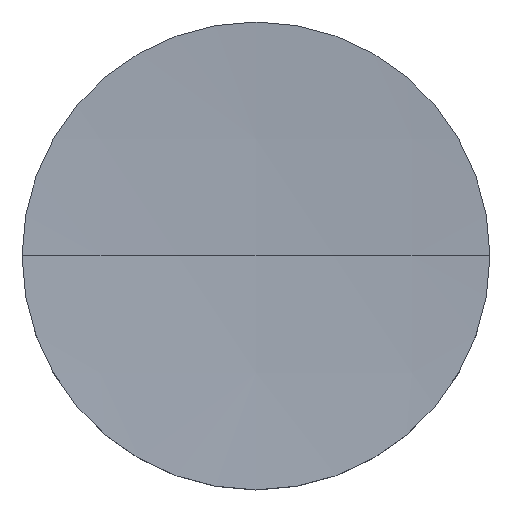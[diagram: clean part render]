
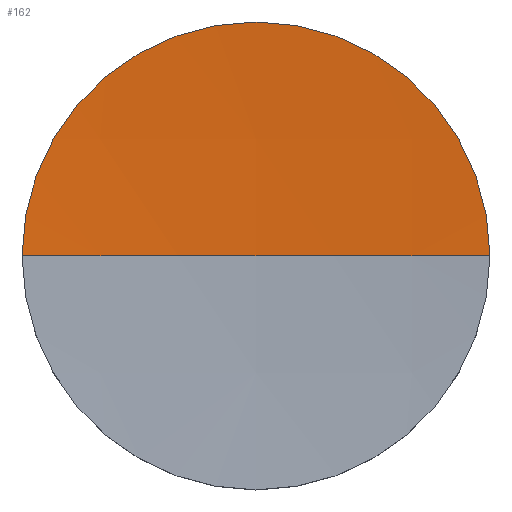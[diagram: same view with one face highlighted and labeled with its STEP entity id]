
A CAD part, top view. The second image highlights one B-rep face of the part: STEP entity #162.
In plain terms, the highlighted spherical face has radius 400 mm.
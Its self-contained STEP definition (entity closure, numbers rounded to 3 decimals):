
#6 = CARTESIAN_POINT ( 'NONE',  ( 25.4, 0., 10. ) ) ;
#11 = SPHERICAL_SURFACE ( 'NONE', #29, 400. ) ;
#13 = CARTESIAN_POINT ( 'NONE',  ( -25.4, 0., 10. ) ) ;
#14 = AXIS2_PLACEMENT_3D ( 'NONE', #130, #190, #45 ) ;
#19 = ORIENTED_EDGE ( 'NONE', *, *, #27, .F. ) ;
#22 = EDGE_CURVE ( 'NONE', #160, #81, #89, .T. ) ;
#23 = DIRECTION ( 'NONE',  ( 0., 0., 1. ) ) ;
#27 = EDGE_CURVE ( 'NONE', #160, #188, #152, .T. ) ;
#29 = AXIS2_PLACEMENT_3D ( 'NONE', #35, #118, #63 ) ;
#31 = DIRECTION ( 'NONE',  ( 1., 0., 0. ) ) ;
#35 = CARTESIAN_POINT ( 'NONE',  ( 0., 0., 409.193 ) ) ;
#44 = EDGE_CURVE ( 'NONE', #188, #81, #136, .T. ) ;
#45 = DIRECTION ( 'NONE',  ( 1., 0., 0. ) ) ;
#48 = EDGE_LOOP ( 'NONE', ( #19, #94, #175 ) ) ;
#63 = DIRECTION ( 'NONE',  ( 1., 0., 0. ) ) ;
#66 = CARTESIAN_POINT ( 'NONE',  ( 0., 0., 9.193 ) ) ;
#77 = DIRECTION ( 'NONE',  ( 0., -1., 0. ) ) ;
#79 = FACE_OUTER_BOUND ( 'NONE', #48, .T. ) ;
#81 = VERTEX_POINT ( 'NONE', #66 ) ;
#86 = AXIS2_PLACEMENT_3D ( 'NONE', #148, #194, #23 ) ;
#89 = CIRCLE ( 'NONE', #198, 400. ) ;
#94 = ORIENTED_EDGE ( 'NONE', *, *, #22, .T. ) ;
#118 = DIRECTION ( 'NONE',  ( 0., -1., 0. ) ) ;
#130 = CARTESIAN_POINT ( 'NONE',  ( 0., 0., 10. ) ) ;
#136 = CIRCLE ( 'NONE', #86, 400. ) ;
#148 = CARTESIAN_POINT ( 'NONE',  ( 0., 0., 409.193 ) ) ;
#152 = CIRCLE ( 'NONE', #14, 25.4 ) ;
#160 = VERTEX_POINT ( 'NONE', #13 ) ;
#162 = ADVANCED_FACE ( 'NONE', ( #79 ), #11, .F. ) ;
#175 = ORIENTED_EDGE ( 'NONE', *, *, #44, .F. ) ;
#178 = CARTESIAN_POINT ( 'NONE',  ( 0., 0., 409.193 ) ) ;
#188 = VERTEX_POINT ( 'NONE', #6 ) ;
#190 = DIRECTION ( 'NONE',  ( 0., 0., -1. ) ) ;
#194 = DIRECTION ( 'NONE',  ( 0., 1., 0. ) ) ;
#198 = AXIS2_PLACEMENT_3D ( 'NONE', #178, #77, #31 ) ;
